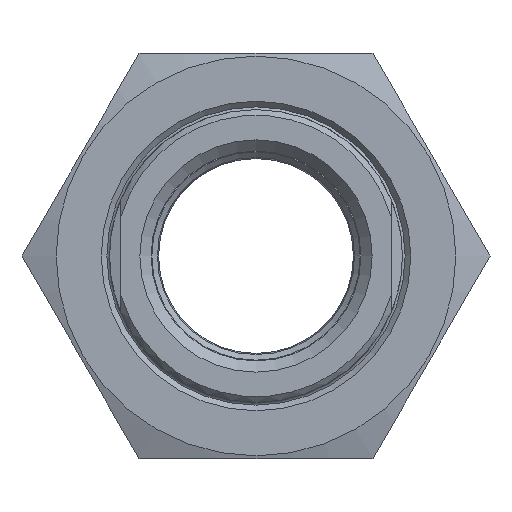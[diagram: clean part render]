
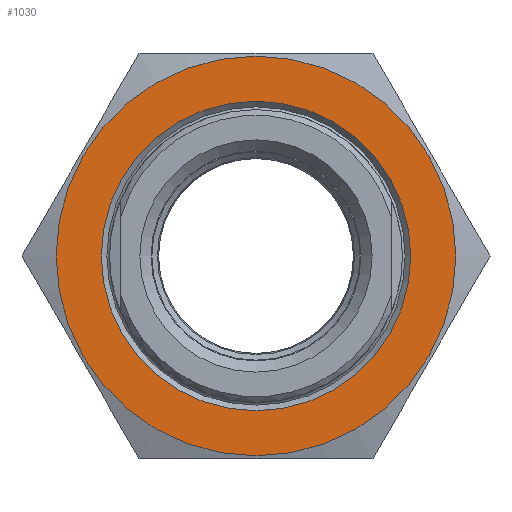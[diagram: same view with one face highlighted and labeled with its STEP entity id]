
A CAD part, left-side view. The second image highlights one B-rep face of the part: STEP entity #1030.
In plain terms, the highlighted planar face has unit normal (-1, 0, 0).
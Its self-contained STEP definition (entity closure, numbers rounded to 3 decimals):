
#54=FACE_BOUND('',#180,.T.);
#80=PLANE('',#1178);
#112=FACE_OUTER_BOUND('',#179,.T.);
#179=EDGE_LOOP('',(#743));
#180=EDGE_LOOP('',(#744));
#361=CIRCLE('',#1161,17.75);
#366=CIRCLE('',#1173,13.75);
#450=VERTEX_POINT('',#1722);
#456=VERTEX_POINT('',#1753);
#551=EDGE_CURVE('',#450,#450,#361,.T.);
#564=EDGE_CURVE('',#456,#456,#366,.T.);
#743=ORIENTED_EDGE('',*,*,#551,.T.);
#744=ORIENTED_EDGE('',*,*,#564,.F.);
#1030=ADVANCED_FACE('',(#112,#54),#80,.F.);
#1161=AXIS2_PLACEMENT_3D('',#1724,#1325,#1326);
#1173=AXIS2_PLACEMENT_3D('',#1754,#1355,#1356);
#1178=AXIS2_PLACEMENT_3D('',#1764,#1367,#1368);
#1325=DIRECTION('center_axis',(-1.,0.,0.));
#1326=DIRECTION('ref_axis',(0.,1.,0.));
#1355=DIRECTION('center_axis',(-1.,0.,0.));
#1356=DIRECTION('ref_axis',(0.,-1.,0.));
#1367=DIRECTION('center_axis',(1.,0.,0.));
#1368=DIRECTION('ref_axis',(0.,0.,-1.));
#1722=CARTESIAN_POINT('',(-7.75,-17.75,0.));
#1724=CARTESIAN_POINT('Origin',(-7.75,0.,0.));
#1753=CARTESIAN_POINT('',(-7.75,13.75,0.));
#1754=CARTESIAN_POINT('Origin',(-7.75,0.,0.));
#1764=CARTESIAN_POINT('Origin',(-7.75,0.,0.));
